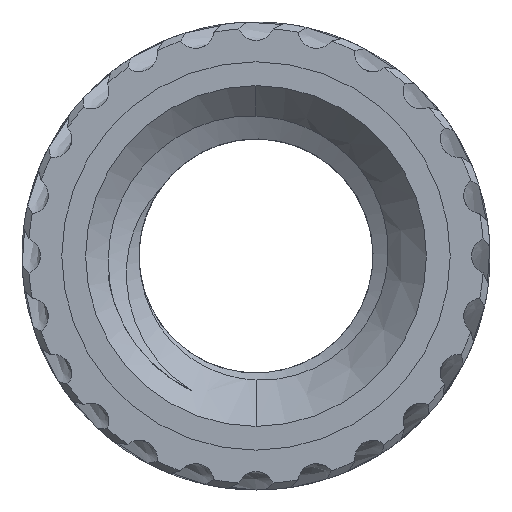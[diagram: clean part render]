
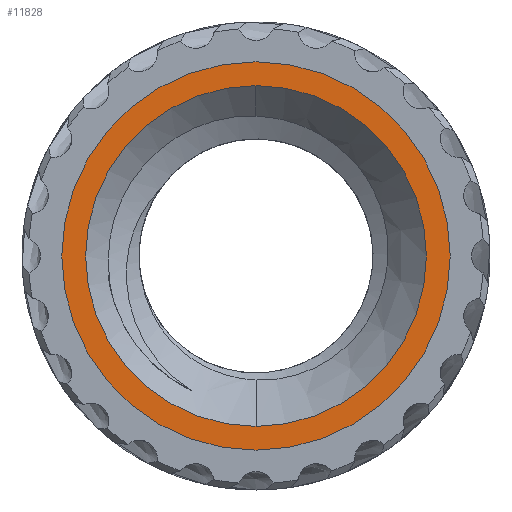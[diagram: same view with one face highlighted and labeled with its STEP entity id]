
A CAD part, front view. The second image highlights one B-rep face of the part: STEP entity #11828.
In plain terms, the highlighted planar face has unit normal (0, -1, 0).
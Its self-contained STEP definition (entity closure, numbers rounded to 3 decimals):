
#1010 = VERTEX_POINT ( 'NONE', #10517 ) ;
#1624 = PLANE ( 'NONE',  #6486 ) ;
#2267 = FACE_BOUND ( 'NONE', #14735, .T. ) ;
#2305 = AXIS2_PLACEMENT_3D ( 'NONE', #4487, #12602, #5669 ) ;
#2344 = CARTESIAN_POINT ( 'NONE',  ( 0., 0., 0. ) ) ;
#2663 = CIRCLE ( 'NONE', #2305, 1.711 ) ;
#2913 = ORIENTED_EDGE ( 'NONE', *, *, #7837, .T. ) ;
#3365 = EDGE_CURVE ( 'NONE', #10323, #10738, #4677, .T. ) ;
#3486 = DIRECTION ( 'NONE',  ( 0., 0., -1. ) ) ;
#3732 = CARTESIAN_POINT ( 'NONE',  ( 0., 0., 0. ) ) ;
#4487 = CARTESIAN_POINT ( 'NONE',  ( 0., 0., 0. ) ) ;
#4677 = CIRCLE ( 'NONE', #8417, 1.711 ) ;
#4901 = DIRECTION ( 'NONE',  ( 0., 0., -1. ) ) ;
#4977 = FACE_OUTER_BOUND ( 'NONE', #9152, .T. ) ;
#5149 = DIRECTION ( 'NONE',  ( 0., 0., -1. ) ) ;
#5669 = DIRECTION ( 'NONE',  ( 0., 0., -1. ) ) ;
#6450 = CARTESIAN_POINT ( 'NONE',  ( 0., 0., 1.711 ) ) ;
#6486 = AXIS2_PLACEMENT_3D ( 'NONE', #7438, #12090, #5149 ) ;
#6505 = DIRECTION ( 'NONE',  ( 0., -1., 0. ) ) ;
#6782 = AXIS2_PLACEMENT_3D ( 'NONE', #3732, #11829, #4901 ) ;
#7438 = CARTESIAN_POINT ( 'NONE',  ( 1.95, 0., 0. ) ) ;
#7837 = EDGE_CURVE ( 'NONE', #8592, #1010, #9895, .T. ) ;
#8042 = EDGE_CURVE ( 'NONE', #10738, #10323, #2663, .T. ) ;
#8417 = AXIS2_PLACEMENT_3D ( 'NONE', #2344, #10417, #3486 ) ;
#8436 = CIRCLE ( 'NONE', #6782, 1.95 ) ;
#8592 = VERTEX_POINT ( 'NONE', #13511 ) ;
#8799 = AXIS2_PLACEMENT_3D ( 'NONE', #13432, #6505, #14619 ) ;
#9152 = EDGE_LOOP ( 'NONE', ( #13050, #2913 ) ) ;
#9408 = ORIENTED_EDGE ( 'NONE', *, *, #3365, .F. ) ;
#9895 = CIRCLE ( 'NONE', #8799, 1.95 ) ;
#10323 = VERTEX_POINT ( 'NONE', #6450 ) ;
#10417 = DIRECTION ( 'NONE',  ( 0., -1., 0. ) ) ;
#10517 = CARTESIAN_POINT ( 'NONE',  ( 0., 0., -1.95 ) ) ;
#10738 = VERTEX_POINT ( 'NONE', #11715 ) ;
#11670 = EDGE_CURVE ( 'NONE', #1010, #8592, #8436, .T. ) ;
#11715 = CARTESIAN_POINT ( 'NONE',  ( 0., 0., -1.711 ) ) ;
#11828 = ADVANCED_FACE ( 'NONE', ( #2267, #4977 ), #1624, .T. ) ;
#11829 = DIRECTION ( 'NONE',  ( 0., -1., 0. ) ) ;
#12090 = DIRECTION ( 'NONE',  ( 0., -1., 0. ) ) ;
#12602 = DIRECTION ( 'NONE',  ( 0., -1., 0. ) ) ;
#12784 = ORIENTED_EDGE ( 'NONE', *, *, #8042, .F. ) ;
#13050 = ORIENTED_EDGE ( 'NONE', *, *, #11670, .T. ) ;
#13432 = CARTESIAN_POINT ( 'NONE',  ( 0., 0., 0. ) ) ;
#13511 = CARTESIAN_POINT ( 'NONE',  ( 0., 0., 1.95 ) ) ;
#14619 = DIRECTION ( 'NONE',  ( 0., 0., -1. ) ) ;
#14735 = EDGE_LOOP ( 'NONE', ( #12784, #9408 ) ) ;
